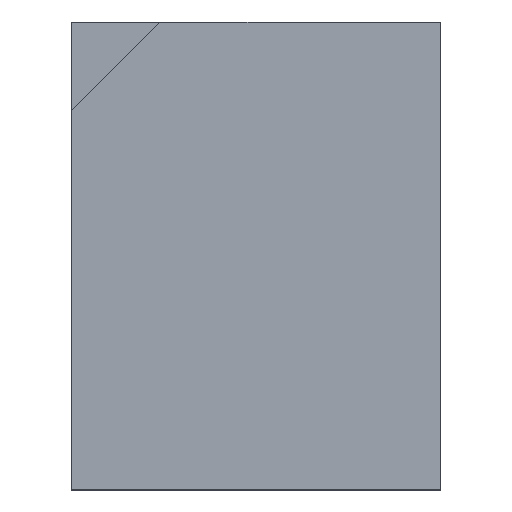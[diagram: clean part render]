
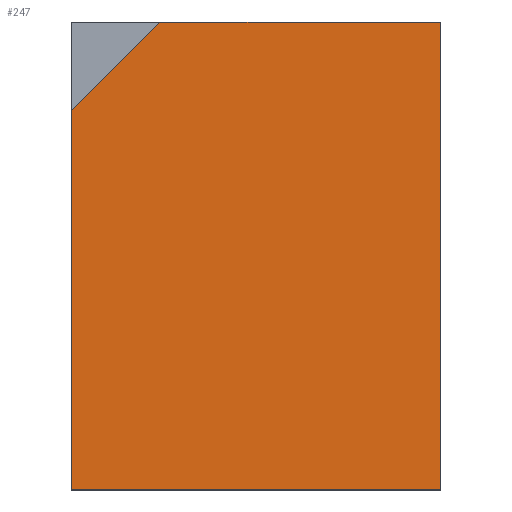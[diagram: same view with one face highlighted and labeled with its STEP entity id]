
A CAD part, top view. The second image highlights one B-rep face of the part: STEP entity #247.
In plain terms, the highlighted planar face has unit normal (0, 0, 1).
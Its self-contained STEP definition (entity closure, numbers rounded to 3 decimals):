
#18=LINE('',#403,#36);
#24=LINE('',#415,#42);
#25=LINE('',#417,#43);
#26=LINE('',#419,#44);
#27=LINE('',#420,#45);
#36=VECTOR('',#339,10.);
#42=VECTOR('',#349,10.);
#43=VECTOR('',#350,10.);
#44=VECTOR('',#351,10.);
#45=VECTOR('',#352,10.);
#68=FACE_OUTER_BOUND('',#84,.T.);
#84=EDGE_LOOP('',(#183,#184,#185,#186,#187));
#114=VERTEX_POINT('',#401);
#115=VERTEX_POINT('',#402);
#119=VERTEX_POINT('',#414);
#120=VERTEX_POINT('',#416);
#121=VERTEX_POINT('',#418);
#138=EDGE_CURVE('',#114,#115,#18,.T.);
#144=EDGE_CURVE('',#115,#119,#24,.T.);
#145=EDGE_CURVE('',#119,#120,#25,.T.);
#146=EDGE_CURVE('',#120,#121,#26,.T.);
#147=EDGE_CURVE('',#121,#114,#27,.T.);
#183=ORIENTED_EDGE('',*,*,#138,.T.);
#184=ORIENTED_EDGE('',*,*,#144,.T.);
#185=ORIENTED_EDGE('',*,*,#145,.T.);
#186=ORIENTED_EDGE('',*,*,#146,.T.);
#187=ORIENTED_EDGE('',*,*,#147,.T.);
#222=PLANE('',#289);
#247=ADVANCED_FACE('',(#68),#222,.T.);
#289=AXIS2_PLACEMENT_3D('',#413,#347,#348);
#339=DIRECTION('',(-0.707,-0.707,0.));
#347=DIRECTION('center_axis',(0.,0.,1.));
#348=DIRECTION('ref_axis',(1.,0.,0.));
#349=DIRECTION('',(0.,-1.,0.));
#350=DIRECTION('',(1.,0.,0.));
#351=DIRECTION('',(0.,1.,0.));
#352=DIRECTION('',(-1.,0.,0.));
#401=CARTESIAN_POINT('',(-0.273,0.662,0.6));
#402=CARTESIAN_POINT('',(-0.523,0.412,0.6));
#403=CARTESIAN_POINT('',(-0.37,0.565,0.6));
#413=CARTESIAN_POINT('Origin',(0.,0.,
0.6));
#414=CARTESIAN_POINT('',(-0.523,-0.662,0.6));
#415=CARTESIAN_POINT('',(-0.523,0.662,0.6));
#416=CARTESIAN_POINT('',(0.523,-0.662,0.6));
#417=CARTESIAN_POINT('',(-0.523,-0.662,0.6));
#418=CARTESIAN_POINT('',(0.523,0.662,0.6));
#419=CARTESIAN_POINT('',(0.523,-0.662,0.6));
#420=CARTESIAN_POINT('',(0.523,0.662,0.6));
